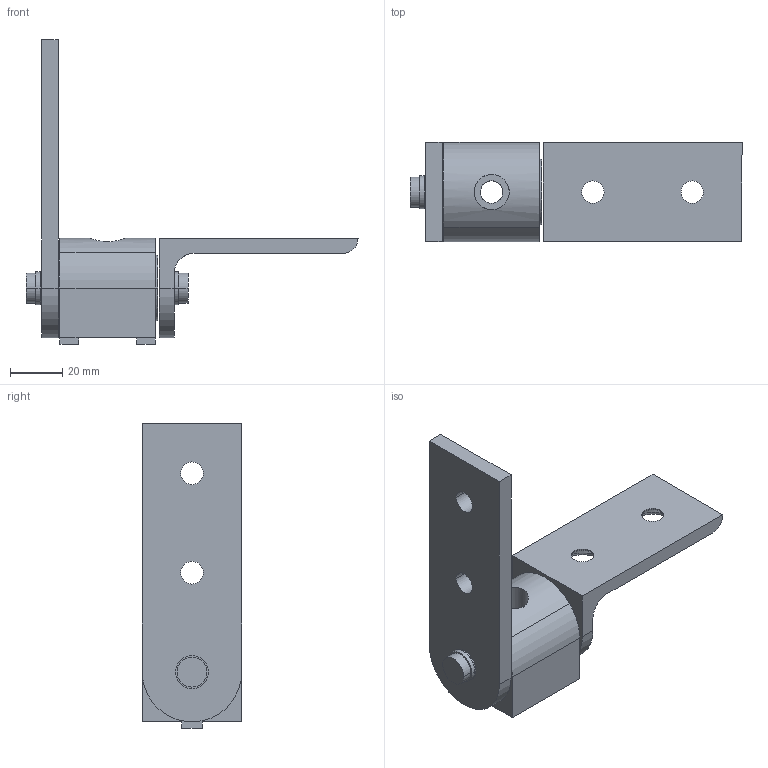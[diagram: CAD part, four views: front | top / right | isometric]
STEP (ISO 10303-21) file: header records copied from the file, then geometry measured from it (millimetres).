
FILE_DESCRIPTION((''),'2;1');
FILE_NAME('15HI8836.stp','2006-03-13T15:34:28',('Shawn Mantel'),('Faztek, LLC'),'Mechanical Desktop 2005','Mechanical Desktop 2005',', , ');
FILE_SCHEMA(('CONFIG_CONTROL_DESIGN'));
Length unit declared in the file: inch
Products named in the file (1): Product
Bounding box: 127.22 x 38.1 x 116.84 mm (x, y, z)
Volume: 91809.9 mm3; surface area: 33979.8 mm2
Topology: 14 solids, 14 shells, 124 faces, 285 edges, 188 vertices
Faces by surface type: cylinder 68, plane 46, cone 6, bspline 4
Entity records: 4010 total; most frequent: CARTESIAN_POINT 943, DIRECTION 660, ORIENTED_EDGE 570, EDGE_CURVE 285, AXIS2_PLACEMENT_3D 264, VERTEX_POINT 188, EDGE_LOOP 155, CIRCLE 143
